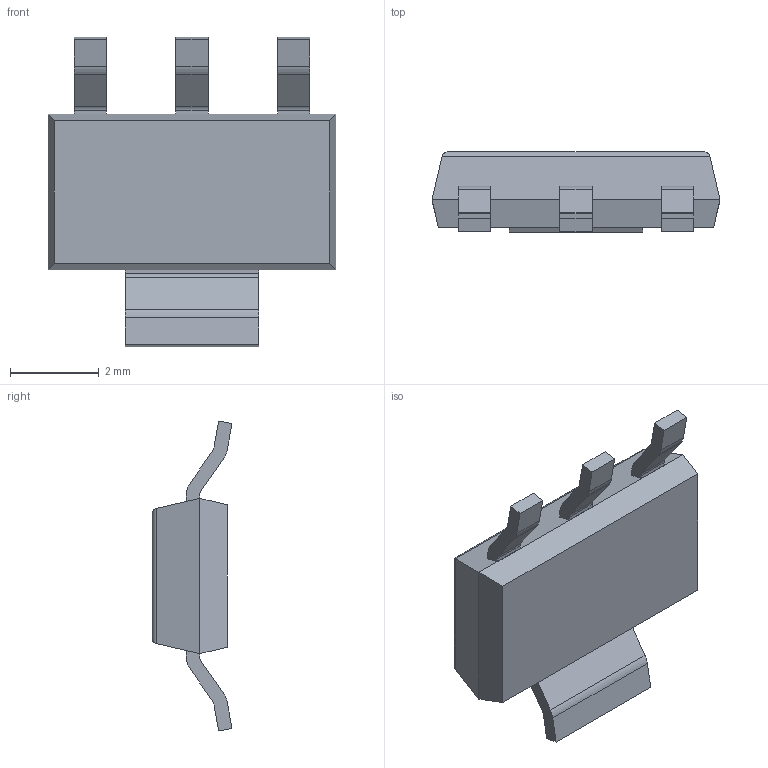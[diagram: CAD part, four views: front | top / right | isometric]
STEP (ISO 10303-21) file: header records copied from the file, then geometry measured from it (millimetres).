
FILE_DESCRIPTION (( 'STEP AP214' ), '1' );
FILE_NAME ('LT3092EST#PBF.STEP', '2020-03-02T05:12:08', ( '' ), ( '' ), 'SwSTEP 2.0', 'SolidWorks 2017', '' );
FILE_SCHEMA (( 'AUTOMOTIVE_DESIGN' ));
Length unit declared in the file: inch
Products named in the file (1): LT3092EST#PBF
Bounding box: 6.5 x 1.8 x 7 mm (x, y, z)
Volume: 38.4 mm3; surface area: 100 mm2
Topology: 6 solids, 6 shells, 77 faces, 184 edges, 120 vertices
Faces by surface type: plane 53, cylinder 24
Entity records: 2309 total; most frequent: CARTESIAN_POINT 394, DIRECTION 376, ORIENTED_EDGE 368, EDGE_CURVE 184, VECTOR 140, LINE 140, VERTEX_POINT 120, AXIS2_PLACEMENT_3D 118
